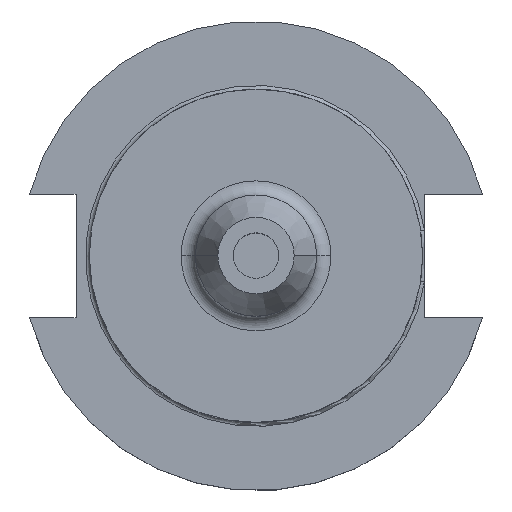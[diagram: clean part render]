
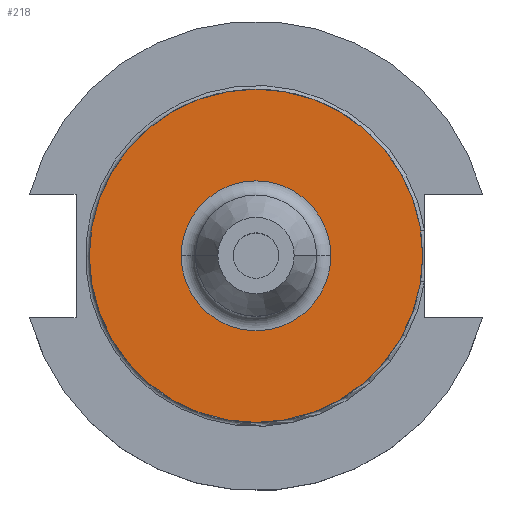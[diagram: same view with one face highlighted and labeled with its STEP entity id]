
A CAD part, top view. The second image highlights one B-rep face of the part: STEP entity #218.
In plain terms, the highlighted planar face has unit normal (0, 0, 1).
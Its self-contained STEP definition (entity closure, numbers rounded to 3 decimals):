
#16 = CIRCLE ( 'NONE', #187, 15.7 ) ;
#59 = ORIENTED_EDGE ( 'NONE', *, *, #1569, .T. ) ;
#81 = PLANE ( 'NONE',  #883 ) ;
#87 = DIRECTION ( 'NONE',  ( 0., 0., 1. ) ) ;
#120 = VERTEX_POINT ( 'NONE', #879 ) ;
#130 = FACE_OUTER_BOUND ( 'NONE', #155, .T. ) ;
#155 = EDGE_LOOP ( 'NONE', ( #1248, #59 ) ) ;
#187 = AXIS2_PLACEMENT_3D ( 'NONE', #1593, #1587, #1481 ) ;
#218 = ADVANCED_FACE ( 'NONE', ( #1553, #130 ), #81, .T. ) ;
#231 = CARTESIAN_POINT ( 'NONE',  ( 0., 34.925, 35. ) ) ;
#248 = CARTESIAN_POINT ( 'NONE',  ( 0., 0., 35. ) ) ;
#305 = ORIENTED_EDGE ( 'NONE', *, *, #492, .T. ) ;
#433 = DIRECTION ( 'NONE',  ( 1., 0., 0. ) ) ;
#492 = EDGE_CURVE ( 'NONE', #749, #1166, #870, .T. ) ;
#612 = CIRCLE ( 'NONE', #731, 34.925 ) ;
#624 = AXIS2_PLACEMENT_3D ( 'NONE', #1266, #697, #433 ) ;
#697 = DIRECTION ( 'NONE',  ( 0., 0., 1. ) ) ;
#731 = AXIS2_PLACEMENT_3D ( 'NONE', #1601, #87, #1035 ) ;
#749 = VERTEX_POINT ( 'NONE', #792 ) ;
#766 = DIRECTION ( 'NONE',  ( 1., 0., 0. ) ) ;
#792 = CARTESIAN_POINT ( 'NONE',  ( 15.7, 0., 35. ) ) ;
#812 = CARTESIAN_POINT ( 'NONE',  ( -15.7, 0., 35. ) ) ;
#825 = EDGE_CURVE ( 'NONE', #1166, #749, #16, .T. ) ;
#870 = CIRCLE ( 'NONE', #1303, 15.7 ) ;
#879 = CARTESIAN_POINT ( 'NONE',  ( -34.925, 0., 35. ) ) ;
#883 = AXIS2_PLACEMENT_3D ( 'NONE', #231, #911, #766 ) ;
#911 = DIRECTION ( 'NONE',  ( 0., 0., 1. ) ) ;
#932 = EDGE_CURVE ( 'NONE', #1650, #120, #612, .T. ) ;
#1035 = DIRECTION ( 'NONE',  ( 1., 0., 0. ) ) ;
#1068 = CARTESIAN_POINT ( 'NONE',  ( 34.925, 0., 35. ) ) ;
#1080 = DIRECTION ( 'NONE',  ( 0., 0., -1. ) ) ;
#1146 = CIRCLE ( 'NONE', #624, 34.925 ) ;
#1166 = VERTEX_POINT ( 'NONE', #812 ) ;
#1248 = ORIENTED_EDGE ( 'NONE', *, *, #932, .T. ) ;
#1266 = CARTESIAN_POINT ( 'NONE',  ( 0., 0., 35. ) ) ;
#1272 = ORIENTED_EDGE ( 'NONE', *, *, #825, .T. ) ;
#1303 = AXIS2_PLACEMENT_3D ( 'NONE', #248, #1080, #1356 ) ;
#1356 = DIRECTION ( 'NONE',  ( 1., 0., 0. ) ) ;
#1481 = DIRECTION ( 'NONE',  ( 1., 0., 0. ) ) ;
#1484 = EDGE_LOOP ( 'NONE', ( #305, #1272 ) ) ;
#1553 = FACE_BOUND ( 'NONE', #1484, .T. ) ;
#1569 = EDGE_CURVE ( 'NONE', #120, #1650, #1146, .T. ) ;
#1587 = DIRECTION ( 'NONE',  ( 0., 0., -1. ) ) ;
#1593 = CARTESIAN_POINT ( 'NONE',  ( 0., 0., 35. ) ) ;
#1601 = CARTESIAN_POINT ( 'NONE',  ( 0., 0., 35. ) ) ;
#1650 = VERTEX_POINT ( 'NONE', #1068 ) ;
